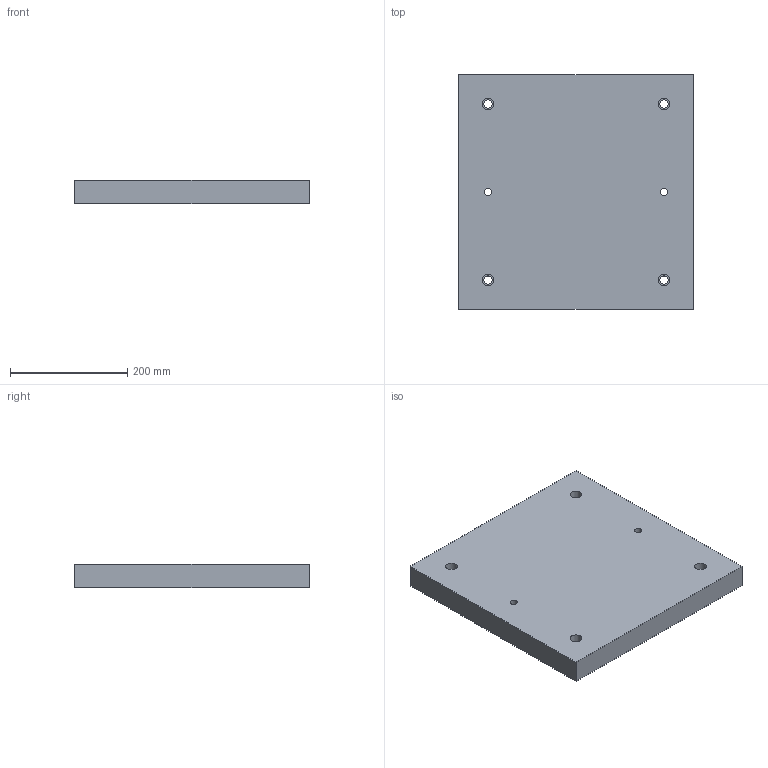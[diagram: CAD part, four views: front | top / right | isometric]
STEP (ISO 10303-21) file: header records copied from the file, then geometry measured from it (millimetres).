
FILE_DESCRIPTION( ( 'Unknown' ), '1' );
FILE_NAME( 'BP19-40400-0400-12.stp', 'Unknown', ( 'S.C.H' ), ( 'Unknown' ), 'XStep 1.0', 'Unknown', ' ' );
FILE_SCHEMA( ( 'CONFIG_CONTROL_DESIGN' ) );
Length unit declared in the file: millimetre
Products named in the file (1): 1
Bounding box: 400 x 400 x 40 mm (x, y, z)
Volume: 6357990.6 mm3; surface area: 393349.4 mm2
Topology: 1 solids, 1 shells, 20 faces, 48 edges, 34 vertices
Faces by surface type: plane 10, cylinder 10
Full cylindrical faces by diameter (mm): 12 x2, 14 x4, 20 x4
Entity records: 564 total; most frequent: DIRECTION 94, CARTESIAN_POINT 81, ORIENTED_EDGE 64, EDGE_LOOP 46, AXIS2_PLACEMENT_3D 41, EDGE_CURVE 32, FACE_OUTER_BOUND 30, VERTEX_POINT 28
